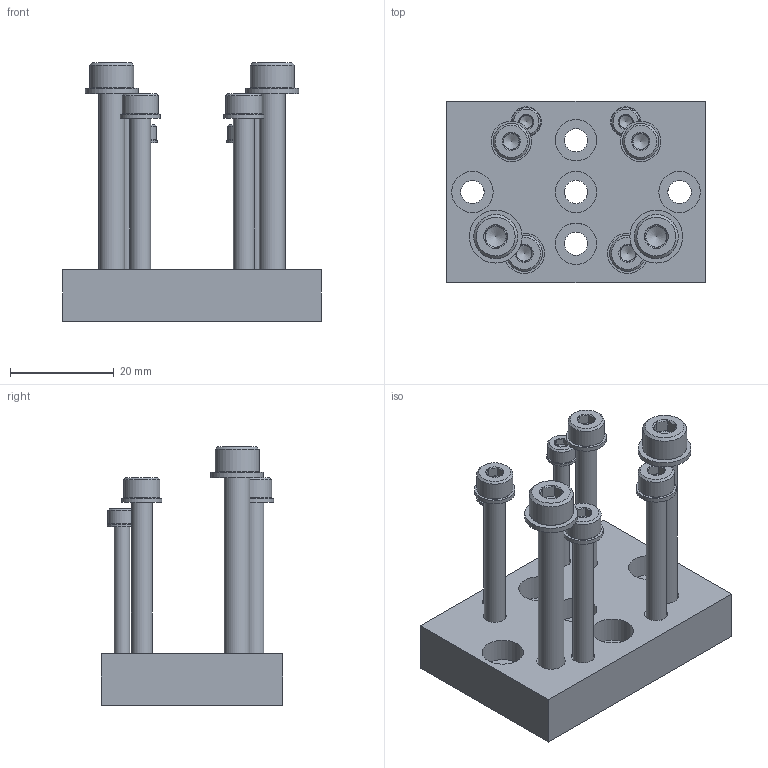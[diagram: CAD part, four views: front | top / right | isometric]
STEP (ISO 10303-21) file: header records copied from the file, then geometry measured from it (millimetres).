
FILE_DESCRIPTION(/* description */ ('STEP AP214'),/* implementation_level */ '2;1');
FILE_NAME(/* name */ '576413_VAME-B10-20-W',/* time_stamp */ '2024-09-11T11:54:31+02:00',/* author */ ('License CC BY-ND 4.0'),/* organization */ ('CADENAS'),/* preprocessor_version */ 'ST-DEVELOPER v19.3',/* originating_system */ 'PARTsolutions',/* authorisation */ ' ');
FILE_SCHEMA (('AUTOMOTIVE_DESIGN {1 0 10303 214 3 1 1}'));
Length unit declared in the file: millimetre
Products named in the file (8): 576413 VAME-B10-20-W; 576413 VAME-B10-20-W---(W); DIN-912 - M4x35(F); 371127 SCHEIBE 4.2X7.8; DIN-912 - M3x30(F); 251570 SCHEIBE 3.2X5.8; DIN-912 - M5x40(F); 739344 SCHEIBE 5.1X10.2X1
Assembly tree (17 placements, depth 2):
  576413 VAME-B10-20-W
    576413 VAME-B10-20-W---(W)
    DIN-912 - M4x35(F)  x4
    371127 SCHEIBE 4.2X7.8  x4
    DIN-912 - M3x30(F)  x2
    251570 SCHEIBE 3.2X5.8  x2
    DIN-912 - M5x40(F)  x2
    739344 SCHEIBE 5.1X10.2X1  x2
Bounding box: 50 x 35 x 50 mm (x, y, z)
Volume: 20296.2 mm3; surface area: 12500 mm2
Topology: 17 solids, 17 shells, 301 faces, 570 edges, 316 vertices
Faces by surface type: plane 147, cone 104, cylinder 50
Full cylindrical faces by diameter (mm): 2.459 x2, 3 x2, 3.2 x2, 3.242 x4, 4 x4, 4.134 x2, 4.2 x4, 4.5 x5, 5 x2, 5.1 x2, 5.5 x2, 5.8 x2, 7 x4, 7.8 x4, 8 x5, 8.5 x2, 10.2 x2
Entity records: 3577 total; most frequent: DIRECTION 632, CARTESIAN_POINT 592, ORIENTED_EDGE 416, AXIS2_PLACEMENT_3D 283, FACE_BOUND 245, EDGE_LOOP 242, EDGE_CURVE 208, VERTEX_POINT 153
